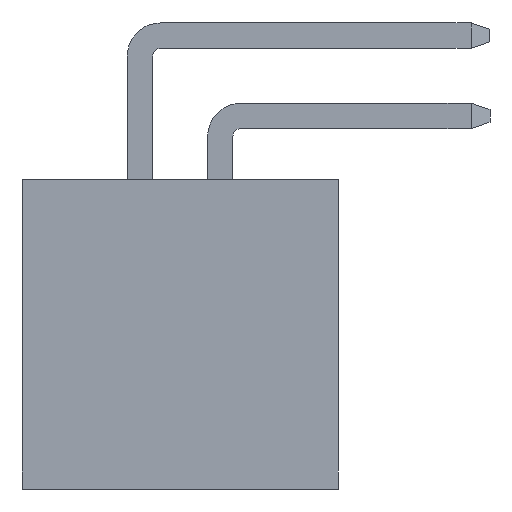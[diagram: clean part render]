
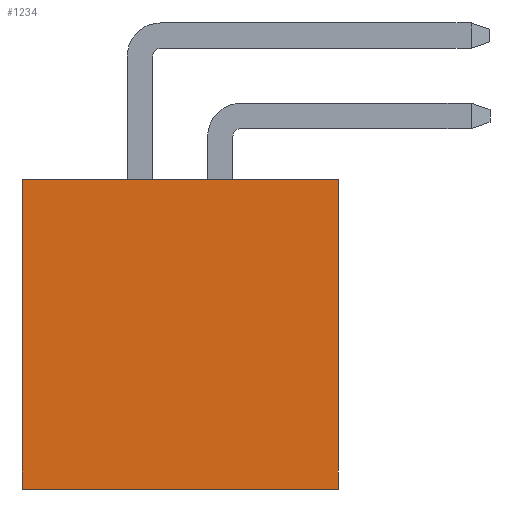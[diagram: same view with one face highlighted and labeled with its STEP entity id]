
A CAD part, front view. The second image highlights one B-rep face of the part: STEP entity #1234.
In plain terms, the highlighted planar face has unit normal (0, -1, 0).
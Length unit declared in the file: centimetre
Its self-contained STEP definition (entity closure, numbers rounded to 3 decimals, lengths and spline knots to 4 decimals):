
#455 = CARTESIAN_POINT ( 'NONE',  ( 0.25, -0.9525, 0.245 ) ) ;
#717 = CARTESIAN_POINT ( 'NONE',  ( 0.25, -0.9525, 0.245 ) ) ;
#814 = VERTEX_POINT ( 'NONE', #3127 ) ;
#923 = ORIENTED_EDGE ( 'NONE', *, *, #4564, .F. ) ;
#1021 = DIRECTION ( 'NONE',  ( 0., 1., 0. ) ) ;
#1234 = ADVANCED_FACE ( 'NONE', ( #5045 ), #7020, .F. ) ;
#1381 = CARTESIAN_POINT ( 'NONE',  ( -0.25, -0.9525, 0. ) ) ;
#1394 = DIRECTION ( 'NONE',  ( 1., 0., 0. ) ) ;
#1456 = VECTOR ( 'NONE', #7173, 100. ) ;
#1839 = CARTESIAN_POINT ( 'NONE',  ( -0.25, -0.9525, -0.245 ) ) ;
#2203 = VECTOR ( 'NONE', #2215, 100. ) ;
#2215 = DIRECTION ( 'NONE',  ( -1., 0., 0. ) ) ;
#2982 = VERTEX_POINT ( 'NONE', #3952 ) ;
#3127 = CARTESIAN_POINT ( 'NONE',  ( 0.25, -0.9525, -0.245 ) ) ;
#3487 = AXIS2_PLACEMENT_3D ( 'NONE', #5719, #1021, #4357 ) ;
#3786 = EDGE_CURVE ( 'NONE', #7321, #814, #4784, .T. ) ;
#3942 = LINE ( 'NONE', #1381, #1456 ) ;
#3952 = CARTESIAN_POINT ( 'NONE',  ( -0.25, -0.9525, 0.245 ) ) ;
#4125 = DIRECTION ( 'NONE',  ( 0., 0., -1. ) ) ;
#4165 = ORIENTED_EDGE ( 'NONE', *, *, #4186, .F. ) ;
#4186 = EDGE_CURVE ( 'NONE', #2982, #7321, #7303, .T. ) ;
#4357 = DIRECTION ( 'NONE',  ( 0., 0., 1. ) ) ;
#4442 = VECTOR ( 'NONE', #4125, 100. ) ;
#4564 = EDGE_CURVE ( 'NONE', #4817, #2982, #3942, .T. ) ;
#4710 = EDGE_LOOP ( 'NONE', ( #5350, #4165, #923, #6011 ) ) ;
#4784 = LINE ( 'NONE', #717, #4442 ) ;
#4817 = VERTEX_POINT ( 'NONE', #1839 ) ;
#5045 = FACE_OUTER_BOUND ( 'NONE', #4710, .T. ) ;
#5350 = ORIENTED_EDGE ( 'NONE', *, *, #3786, .F. ) ;
#5719 = CARTESIAN_POINT ( 'NONE',  ( 0., -0.9525, 0. ) ) ;
#6011 = ORIENTED_EDGE ( 'NONE', *, *, #6452, .F. ) ;
#6057 = LINE ( 'NONE', #8084, #2203 ) ;
#6452 = EDGE_CURVE ( 'NONE', #814, #4817, #6057, .T. ) ;
#7020 = PLANE ( 'NONE',  #3487 ) ;
#7173 = DIRECTION ( 'NONE',  ( 0., 0., 1. ) ) ;
#7268 = CARTESIAN_POINT ( 'NONE',  ( 0., -0.9525, 0.245 ) ) ;
#7303 = LINE ( 'NONE', #7268, #7330 ) ;
#7321 = VERTEX_POINT ( 'NONE', #455 ) ;
#7330 = VECTOR ( 'NONE', #1394, 100. ) ;
#8084 = CARTESIAN_POINT ( 'NONE',  ( 0.25, -0.9525, -0.245 ) ) ;
